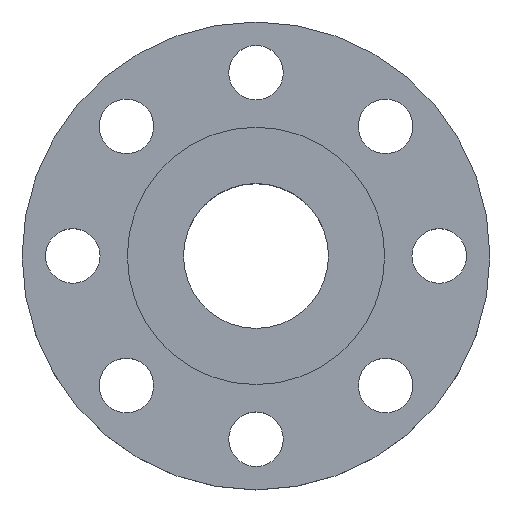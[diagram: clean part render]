
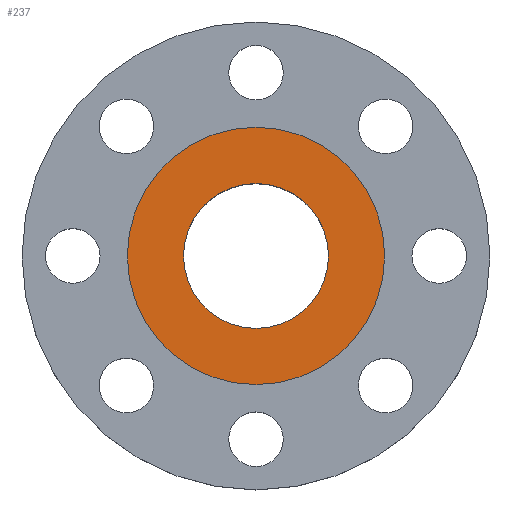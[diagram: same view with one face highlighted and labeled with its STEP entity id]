
A CAD part, top view. The second image highlights one B-rep face of the part: STEP entity #237.
In plain terms, the highlighted planar face has unit normal (0, 0, 1).
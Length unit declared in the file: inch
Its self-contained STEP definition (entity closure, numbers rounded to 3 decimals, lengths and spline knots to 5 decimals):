
#15 = DIRECTION ( 'NONE',  ( 1., 0., 0. ) ) ;
#32 = CIRCLE ( 'NONE', #102, 1.1615 ) ;
#71 = DIRECTION ( 'NONE',  ( -1., 0., 0. ) ) ;
#100 = DIRECTION ( 'NONE',  ( 0., 0., 1. ) ) ;
#102 = AXIS2_PLACEMENT_3D ( 'NONE', #960, #1128, #595 ) ;
#114 = EDGE_LOOP ( 'NONE', ( #866, #734 ) ) ;
#144 = CARTESIAN_POINT ( 'NONE',  ( -2.0625, 0., 0. ) ) ;
#145 = ORIENTED_EDGE ( 'NONE', *, *, #547, .F. ) ;
#181 = AXIS2_PLACEMENT_3D ( 'NONE', #549, #631, #71 ) ;
#188 = EDGE_CURVE ( 'NONE', #535, #808, #336, .T. ) ;
#237 = ADVANCED_FACE ( 'NONE', ( #1054, #463 ), #439, .F. ) ;
#294 = CARTESIAN_POINT ( 'NONE',  ( 0., 0., 0. ) ) ;
#336 = CIRCLE ( 'NONE', #510, 2.0625 ) ;
#381 = CARTESIAN_POINT ( 'NONE',  ( 2.0625, 0., 0. ) ) ;
#404 = VERTEX_POINT ( 'NONE', #647 ) ;
#409 = CARTESIAN_POINT ( 'NONE',  ( 0., 0., 0. ) ) ;
#418 = EDGE_CURVE ( 'NONE', #808, #535, #754, .T. ) ;
#434 = AXIS2_PLACEMENT_3D ( 'NONE', #294, #838, #478 ) ;
#439 = PLANE ( 'NONE',  #181 ) ;
#463 = FACE_OUTER_BOUND ( 'NONE', #114, .T. ) ;
#478 = DIRECTION ( 'NONE',  ( 1., 0., 0. ) ) ;
#506 = ORIENTED_EDGE ( 'NONE', *, *, #851, .F. ) ;
#510 = AXIS2_PLACEMENT_3D ( 'NONE', #409, #771, #1111 ) ;
#535 = VERTEX_POINT ( 'NONE', #381 ) ;
#547 = EDGE_CURVE ( 'NONE', #845, #404, #1020, .T. ) ;
#549 = CARTESIAN_POINT ( 'NONE',  ( 0., 1.1615, 0. ) ) ;
#595 = DIRECTION ( 'NONE',  ( 1., 0., 0. ) ) ;
#620 = CARTESIAN_POINT ( 'NONE',  ( -1.1615, 0., 0. ) ) ;
#631 = DIRECTION ( 'NONE',  ( 0., 0., -1. ) ) ;
#647 = CARTESIAN_POINT ( 'NONE',  ( 1.1615, 0., 0. ) ) ;
#734 = ORIENTED_EDGE ( 'NONE', *, *, #418, .T. ) ;
#754 = CIRCLE ( 'NONE', #434, 2.0625 ) ;
#756 = AXIS2_PLACEMENT_3D ( 'NONE', #915, #100, #15 ) ;
#771 = DIRECTION ( 'NONE',  ( 0., 0., 1. ) ) ;
#808 = VERTEX_POINT ( 'NONE', #144 ) ;
#838 = DIRECTION ( 'NONE',  ( 0., 0., 1. ) ) ;
#845 = VERTEX_POINT ( 'NONE', #620 ) ;
#851 = EDGE_CURVE ( 'NONE', #404, #845, #32, .T. ) ;
#866 = ORIENTED_EDGE ( 'NONE', *, *, #188, .T. ) ;
#915 = CARTESIAN_POINT ( 'NONE',  ( 0., 0., 0. ) ) ;
#960 = CARTESIAN_POINT ( 'NONE',  ( 0., 0., 0. ) ) ;
#1010 = EDGE_LOOP ( 'NONE', ( #506, #145 ) ) ;
#1020 = CIRCLE ( 'NONE', #756, 1.1615 ) ;
#1054 = FACE_BOUND ( 'NONE', #1010, .T. ) ;
#1111 = DIRECTION ( 'NONE',  ( 1., 0., 0. ) ) ;
#1128 = DIRECTION ( 'NONE',  ( 0., 0., 1. ) ) ;
